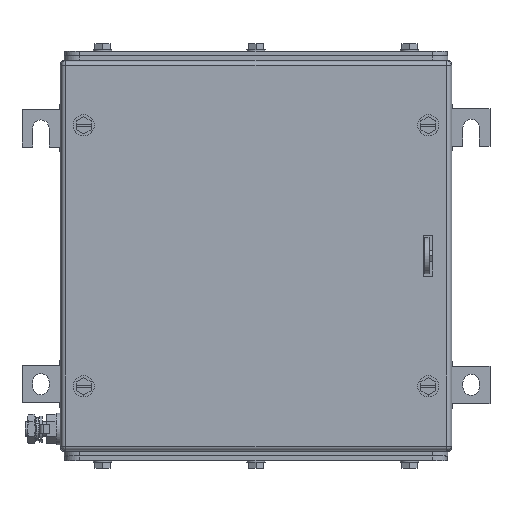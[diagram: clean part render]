
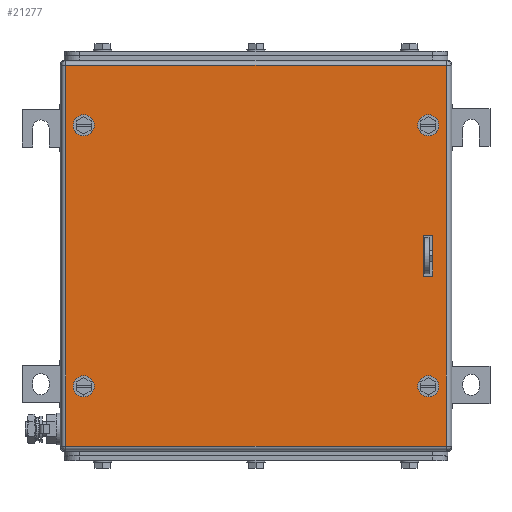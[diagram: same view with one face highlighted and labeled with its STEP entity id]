
A CAD part, top view. The second image highlights one B-rep face of the part: STEP entity #21277.
In plain terms, the highlighted planar face has unit normal (0, 0, 1).
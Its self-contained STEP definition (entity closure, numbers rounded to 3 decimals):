
#21117=AXIS2_PLACEMENT_3D('Circle Axis2P3D',#21115,#21116,$) ;
#21144=AXIS2_PLACEMENT_3D('Plane Axis2P3D',#21141,#21142,#21143) ;
#21182=AXIS2_PLACEMENT_3D('Circle Axis2P3D',#21180,#21181,$) ;
#21191=AXIS2_PLACEMENT_3D('Circle Axis2P3D',#21189,#21190,$) ;
#21200=AXIS2_PLACEMENT_3D('Circle Axis2P3D',#21198,#21199,$) ;
#21209=AXIS2_PLACEMENT_3D('Circle Axis2P3D',#21207,#21208,$) ;
#21218=AXIS2_PLACEMENT_3D('Circle Axis2P3D',#21216,#21217,$) ;
#21227=AXIS2_PLACEMENT_3D('Circle Axis2P3D',#21225,#21226,$) ;
#21236=AXIS2_PLACEMENT_3D('Circle Axis2P3D',#21234,#21235,$) ;
#21112=CARTESIAN_POINT('Vertex',(44.5,227.75,153.5)) ;
#21115=CARTESIAN_POINT('Axis2P3D Location',(41.,227.75,153.5)) ;
#21119=CARTESIAN_POINT('Vertex',(37.5,227.75,153.5)) ;
#21141=CARTESIAN_POINT('Axis2P3D Location',(155.5,141.,153.5)) ;
#21146=CARTESIAN_POINT('Line Origine',(155.5,267.5,153.5)) ;
#21150=CARTESIAN_POINT('Vertex',(282.,267.5,153.5)) ;
#21152=CARTESIAN_POINT('Vertex',(29.,267.5,153.5)) ;
#21155=CARTESIAN_POINT('Line Origine',(29.,141.,153.5)) ;
#21159=CARTESIAN_POINT('Vertex',(29.,14.5,153.5)) ;
#21162=CARTESIAN_POINT('Line Origine',(155.5,14.5,153.5)) ;
#21166=CARTESIAN_POINT('Vertex',(282.,14.5,153.5)) ;
#21169=CARTESIAN_POINT('Line Origine',(282.,141.,153.5)) ;
#21180=CARTESIAN_POINT('Axis2P3D Location',(41.,227.75,153.5)) ;
#21189=CARTESIAN_POINT('Axis2P3D Location',(41.,54.25,153.5)) ;
#21193=CARTESIAN_POINT('Vertex',(37.5,54.25,153.5)) ;
#21195=CARTESIAN_POINT('Vertex',(44.5,54.25,153.5)) ;
#21198=CARTESIAN_POINT('Axis2P3D Location',(41.,54.25,153.5)) ;
#21207=CARTESIAN_POINT('Axis2P3D Location',(270.,54.25,153.5)) ;
#21211=CARTESIAN_POINT('Vertex',(273.5,54.25,153.5)) ;
#21213=CARTESIAN_POINT('Vertex',(266.5,54.25,153.5)) ;
#21216=CARTESIAN_POINT('Axis2P3D Location',(270.,54.25,153.5)) ;
#21225=CARTESIAN_POINT('Axis2P3D Location',(270.,227.75,153.5)) ;
#21229=CARTESIAN_POINT('Vertex',(273.5,227.75,153.5)) ;
#21231=CARTESIAN_POINT('Vertex',(266.5,227.75,153.5)) ;
#21234=CARTESIAN_POINT('Axis2P3D Location',(270.,227.75,153.5)) ;
#21243=CARTESIAN_POINT('Line Origine',(269.75,127.5,153.5)) ;
#21247=CARTESIAN_POINT('Vertex',(273.,127.5,153.5)) ;
#21249=CARTESIAN_POINT('Vertex',(266.5,127.5,153.5)) ;
#21252=CARTESIAN_POINT('Line Origine',(266.5,141.,153.5)) ;
#21256=CARTESIAN_POINT('Vertex',(266.5,154.5,153.5)) ;
#21259=CARTESIAN_POINT('Line Origine',(269.75,154.5,153.5)) ;
#21263=CARTESIAN_POINT('Vertex',(273.,154.5,153.5)) ;
#21266=CARTESIAN_POINT('Line Origine',(273.,141.,153.5)) ;
#21116=DIRECTION('Axis2P3D Direction',(0.,0.,1.)) ;
#21142=DIRECTION('Axis2P3D Direction',(0.,0.,1.)) ;
#21143=DIRECTION('Axis2P3D XDirection',(1.,0.,0.)) ;
#21147=DIRECTION('Vector Direction',(1.,0.,0.)) ;
#21156=DIRECTION('Vector Direction',(0.,-1.,0.)) ;
#21163=DIRECTION('Vector Direction',(1.,0.,0.)) ;
#21170=DIRECTION('Vector Direction',(0.,1.,0.)) ;
#21181=DIRECTION('Axis2P3D Direction',(0.,0.,1.)) ;
#21190=DIRECTION('Axis2P3D Direction',(0.,0.,1.)) ;
#21199=DIRECTION('Axis2P3D Direction',(0.,0.,1.)) ;
#21208=DIRECTION('Axis2P3D Direction',(0.,0.,1.)) ;
#21217=DIRECTION('Axis2P3D Direction',(0.,0.,1.)) ;
#21226=DIRECTION('Axis2P3D Direction',(0.,0.,1.)) ;
#21235=DIRECTION('Axis2P3D Direction',(0.,0.,1.)) ;
#21244=DIRECTION('Vector Direction',(-1.,0.,0.)) ;
#21253=DIRECTION('Vector Direction',(0.,1.,0.)) ;
#21260=DIRECTION('Vector Direction',(1.,0.,0.)) ;
#21267=DIRECTION('Vector Direction',(0.,-1.,0.)) ;
#21148=VECTOR('Line Direction',#21147,1.) ;
#21157=VECTOR('Line Direction',#21156,1.) ;
#21164=VECTOR('Line Direction',#21163,1.) ;
#21171=VECTOR('Line Direction',#21170,1.) ;
#21245=VECTOR('Line Direction',#21244,1.) ;
#21254=VECTOR('Line Direction',#21253,1.) ;
#21261=VECTOR('Line Direction',#21260,1.) ;
#21268=VECTOR('Line Direction',#21267,1.) ;
#21175=ORIENTED_EDGE('',*,*,#21154,.T.) ;
#21176=ORIENTED_EDGE('',*,*,#21161,.T.) ;
#21177=ORIENTED_EDGE('',*,*,#21168,.T.) ;
#21178=ORIENTED_EDGE('',*,*,#21173,.T.) ;
#21186=ORIENTED_EDGE('',*,*,#21184,.F.) ;
#21187=ORIENTED_EDGE('',*,*,#21121,.F.) ;
#21204=ORIENTED_EDGE('',*,*,#21197,.F.) ;
#21205=ORIENTED_EDGE('',*,*,#21202,.F.) ;
#21222=ORIENTED_EDGE('',*,*,#21215,.F.) ;
#21223=ORIENTED_EDGE('',*,*,#21220,.F.) ;
#21240=ORIENTED_EDGE('',*,*,#21233,.F.) ;
#21241=ORIENTED_EDGE('',*,*,#21238,.F.) ;
#21272=ORIENTED_EDGE('',*,*,#21251,.T.) ;
#21273=ORIENTED_EDGE('',*,*,#21258,.T.) ;
#21274=ORIENTED_EDGE('',*,*,#21265,.T.) ;
#21275=ORIENTED_EDGE('',*,*,#21270,.T.) ;
#21188=FACE_BOUND('',#21185,.T.) ;
#21206=FACE_BOUND('',#21203,.T.) ;
#21224=FACE_BOUND('',#21221,.T.) ;
#21242=FACE_BOUND('',#21239,.T.) ;
#21276=FACE_BOUND('',#21271,.T.) ;
#21277=ADVANCED_FACE('ZUB_KTB_MH_262615_2GP_AllCATPart.1\\ZUB_DE_KTB_MH_306x306.1\\DE_KTB_MH_PART_MASTER.1\\Koerper.2',(#21179,#21188,#21206,#21224,#21242,#21276),#21145,.T.) ;
#21118=CIRCLE('generated circle',#21117,3.5) ;
#21183=CIRCLE('generated circle',#21182,3.5) ;
#21192=CIRCLE('generated circle',#21191,3.5) ;
#21201=CIRCLE('generated circle',#21200,3.5) ;
#21210=CIRCLE('generated circle',#21209,3.5) ;
#21219=CIRCLE('generated circle',#21218,3.5) ;
#21228=CIRCLE('generated circle',#21227,3.5) ;
#21237=CIRCLE('generated circle',#21236,3.5) ;
#21121=EDGE_CURVE('',#21113,#21120,#21118,.T.) ;
#21154=EDGE_CURVE('',#21151,#21153,#21149,.F.) ;
#21161=EDGE_CURVE('',#21153,#21160,#21158,.T.) ;
#21168=EDGE_CURVE('',#21160,#21167,#21165,.T.) ;
#21173=EDGE_CURVE('',#21167,#21151,#21172,.T.) ;
#21184=EDGE_CURVE('',#21120,#21113,#21183,.T.) ;
#21197=EDGE_CURVE('',#21194,#21196,#21192,.T.) ;
#21202=EDGE_CURVE('',#21196,#21194,#21201,.T.) ;
#21215=EDGE_CURVE('',#21212,#21214,#21210,.T.) ;
#21220=EDGE_CURVE('',#21214,#21212,#21219,.T.) ;
#21233=EDGE_CURVE('',#21230,#21232,#21228,.T.) ;
#21238=EDGE_CURVE('',#21232,#21230,#21237,.T.) ;
#21251=EDGE_CURVE('',#21248,#21250,#21246,.T.) ;
#21258=EDGE_CURVE('',#21250,#21257,#21255,.T.) ;
#21265=EDGE_CURVE('',#21257,#21264,#21262,.T.) ;
#21270=EDGE_CURVE('',#21264,#21248,#21269,.T.) ;
#21174=EDGE_LOOP('',(#21175,#21176,#21177,#21178)) ;
#21185=EDGE_LOOP('',(#21186,#21187)) ;
#21203=EDGE_LOOP('',(#21204,#21205)) ;
#21221=EDGE_LOOP('',(#21222,#21223)) ;
#21239=EDGE_LOOP('',(#21240,#21241)) ;
#21271=EDGE_LOOP('',(#21272,#21273,#21274,#21275)) ;
#21179=FACE_OUTER_BOUND('',#21174,.T.) ;
#21149=LINE('Line',#21146,#21148) ;
#21158=LINE('Line',#21155,#21157) ;
#21165=LINE('Line',#21162,#21164) ;
#21172=LINE('Line',#21169,#21171) ;
#21246=LINE('Line',#21243,#21245) ;
#21255=LINE('Line',#21252,#21254) ;
#21262=LINE('Line',#21259,#21261) ;
#21269=LINE('Line',#21266,#21268) ;
#21145=PLANE('',#21144) ;
#21113=VERTEX_POINT('',#21112) ;
#21120=VERTEX_POINT('',#21119) ;
#21151=VERTEX_POINT('',#21150) ;
#21153=VERTEX_POINT('',#21152) ;
#21160=VERTEX_POINT('',#21159) ;
#21167=VERTEX_POINT('',#21166) ;
#21194=VERTEX_POINT('',#21193) ;
#21196=VERTEX_POINT('',#21195) ;
#21212=VERTEX_POINT('',#21211) ;
#21214=VERTEX_POINT('',#21213) ;
#21230=VERTEX_POINT('',#21229) ;
#21232=VERTEX_POINT('',#21231) ;
#21248=VERTEX_POINT('',#21247) ;
#21250=VERTEX_POINT('',#21249) ;
#21257=VERTEX_POINT('',#21256) ;
#21264=VERTEX_POINT('',#21263) ;
